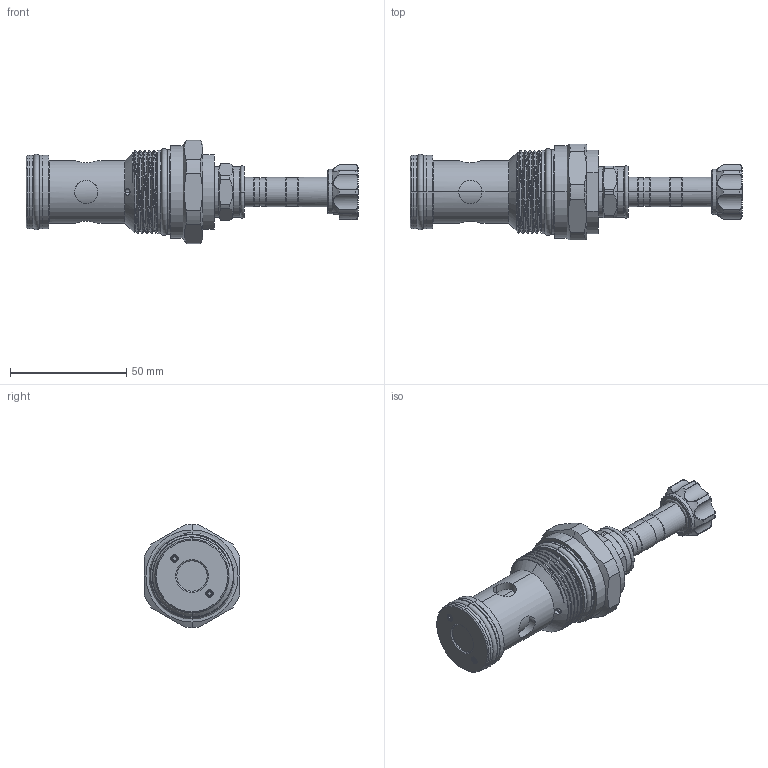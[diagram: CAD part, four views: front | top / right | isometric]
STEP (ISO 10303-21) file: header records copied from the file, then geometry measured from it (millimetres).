
FILE_DESCRIPTION (( 'STEP AP203' ), '1' );
FILE_NAME ('EP16A2A32N95.STEP', '2024-12-10T08:35:30', ( '' ), ( '' ), 'SwSTEP 2.0', 'SolidWorks 2018', '' );
FILE_SCHEMA (( 'CONFIG_CONTROL_DESIGN' ));
Length unit declared in the file: millimetre
Products named in the file (1): EP16A2A32N95
Bounding box: 142.65 x 41.2 x 44.3 mm (x, y, z)
Volume: 80702.5 mm3; surface area: 18414.8 mm2
Topology: 1 solids, 6 shells, 392 faces, 952 edges, 592 vertices
Faces by surface type: cylinder 187, cone 62, plane 62, torus 41, bspline 40
Entity records: 16453 total; most frequent: CARTESIAN_POINT 7604, ORIENTED_EDGE 1892, DIRECTION 1796, EDGE_CURVE 946, AXIS2_PLACEMENT_3D 760, VERTEX_POINT 592, EDGE_LOOP 420, CIRCLE 407
